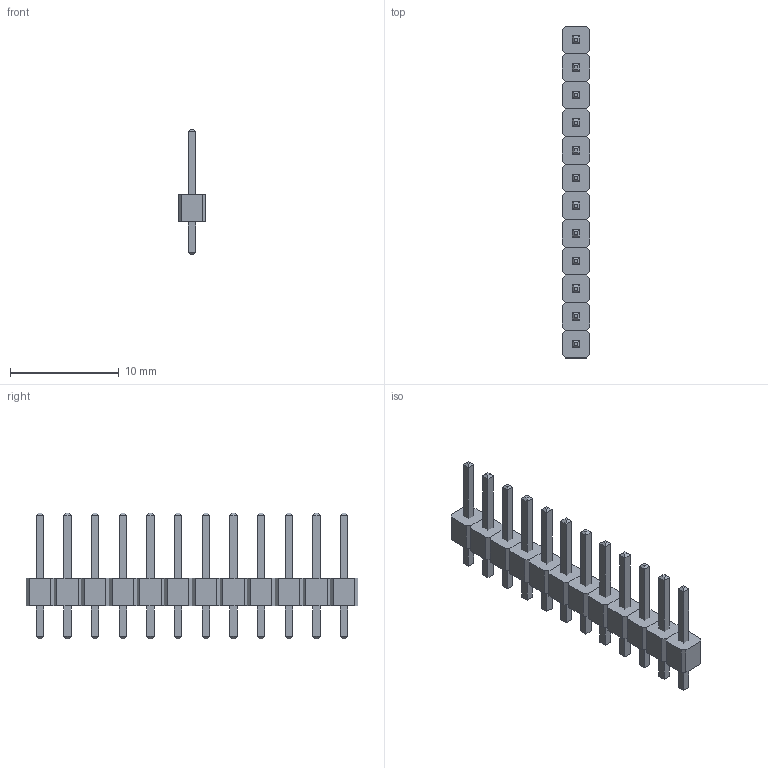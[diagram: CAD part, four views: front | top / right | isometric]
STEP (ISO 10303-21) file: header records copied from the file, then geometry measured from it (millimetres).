
FILE_DESCRIPTION(('FreeCAD Model'),'2;1');
FILE_NAME('Open CASCADE Shape Model','2022-06-14T01:12:20',( 'kicad StepUp'),('ksu MCAD'),'Open CASCADE STEP processor 7.5', 'FreeCAD','Unknown');
FILE_SCHEMA(('AUTOMOTIVE_DESIGN { 1 0 10303 214 1 1 1 1 }'));
Length unit declared in the file: millimetre
Products named in the file (3): PinHeader_P2.54mm_1x12; Body; Pin
Assembly tree (2 placements, depth 2):
  PinHeader_P2.54mm_1x12
    Body
    Pin
Bounding box: 2.54 x 30.48 x 11.5 mm (x, y, z)
Volume: 257.7 mm3; surface area: 719.1 mm2
Topology: 13 solids, 13 shells, 314 faces, 676 edges, 388 vertices
Faces by surface type: plane 314
Entity records: 17008 total; most frequent: CARTESIAN_POINT 2733, DIRECTION 2662, LINE 2028, VECTOR 2028, ORIENTED_EDGE 1352, PCURVE 1352, DEFINITIONAL_REPRESENTATION 1352, EDGE_CURVE 676
